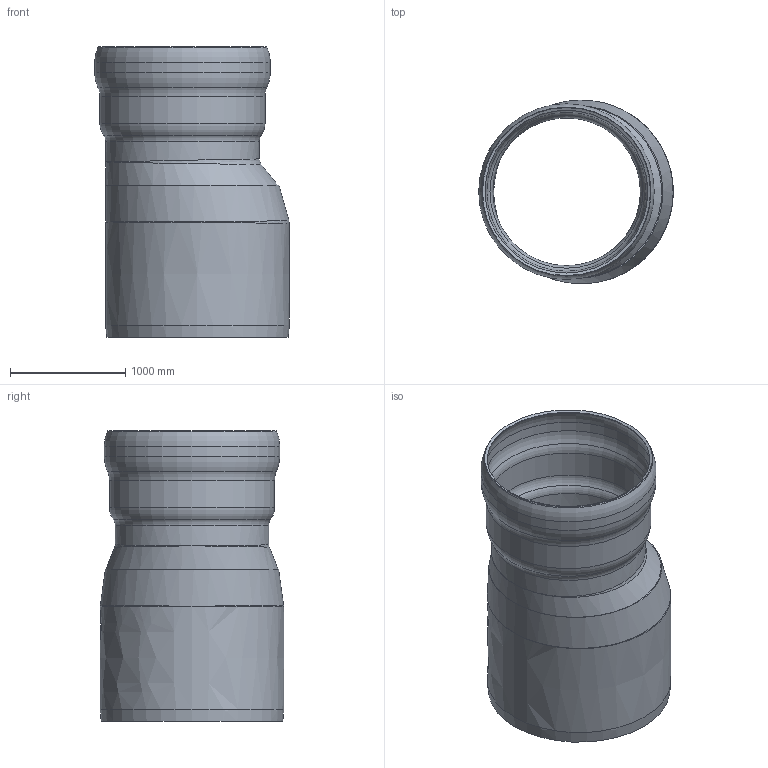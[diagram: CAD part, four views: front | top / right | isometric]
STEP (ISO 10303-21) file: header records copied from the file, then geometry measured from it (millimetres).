
FILE_DESCRIPTION(/* description */ (''),/* implementation_level */ '2;1');
FILE_NAME(/* name */ '00601.EF0X_3D.stp',/* time_stamp */ '2024-12-11T12:58:27+01:00',/* author */ ('CAD'),/* organization */ (''),/* preprocessor_version */ 'ST-DEVELOPER v20',/* originating_system */ 'AutoCAD Mechanical',/* authorisation */ '');
FILE_SCHEMA (('AUTOMOTIVE_DESIGN { 1 0 10303 214 3 1 1 }'));
Length unit declared in the file: centimetre
Products named in the file (3): Product; *S0; *S1
Assembly tree (2 placements, depth 2):
  Product
    *S0
    *S1
Bounding box: 1685 x 1590 x 2519.97 mm (x, y, z)
Volume: 281188305.1 mm3; surface area: 24436961.8 mm2
Topology: 2 solids, 2 shells, 33 faces, 86 edges, 47 vertices
Faces by surface type: bspline 12, torus 10, cylinder 6, cone 3, plane 2
Full cylindrical faces by diameter (mm): 1280 x1, 1330 x1, 1380 x1, 1430 x1, 1470 x1, 1520 x1
Entity records: 4718 total; most frequent: CARTESIAN_POINT 3944, ORIENTED_EDGE 156, DIRECTION 155, EDGE_CURVE 78, AXIS2_PLACEMENT_3D 73, CIRCLE 47, VERTEX_POINT 47, EDGE_LOOP 35
